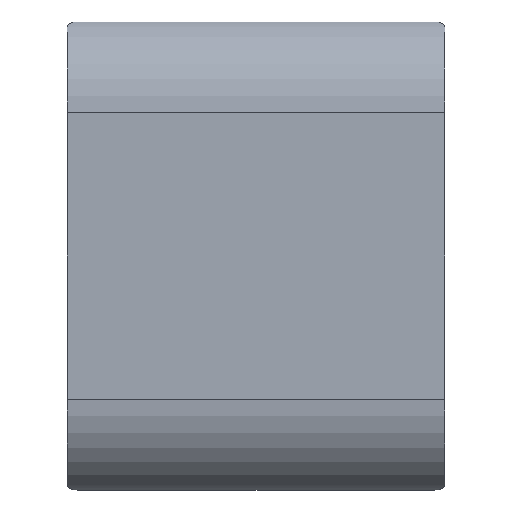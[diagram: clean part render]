
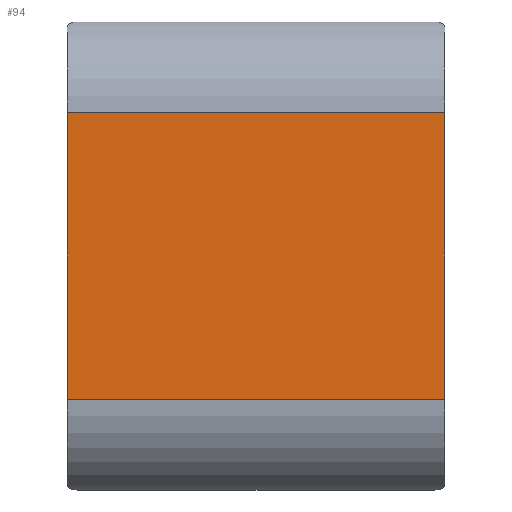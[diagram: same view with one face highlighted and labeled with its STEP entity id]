
A CAD part, front view. The second image highlights one B-rep face of the part: STEP entity #94.
In plain terms, the highlighted planar face has unit normal (0, -1, 0).
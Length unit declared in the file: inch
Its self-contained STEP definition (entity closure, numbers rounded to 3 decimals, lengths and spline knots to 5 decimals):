
#32 = CARTESIAN_POINT ( 'NONE',  ( 0.25, -0.012, 0.095 ) ) ;
#94 = ADVANCED_FACE ( 'NONE', ( #450 ), #992, .F. ) ;
#103 = CARTESIAN_POINT ( 'NONE',  ( 0.25, -0.012, -0.095 ) ) ;
#105 = DIRECTION ( 'NONE',  ( 0., 0., -1. ) ) ;
#115 = DIRECTION ( 'NONE',  ( -1., 0., 0. ) ) ;
#198 = VECTOR ( 'NONE', #105, 39.37008 ) ;
#215 = LINE ( 'NONE', #424, #219 ) ;
#219 = VECTOR ( 'NONE', #1134, 39.37008 ) ;
#220 = LINE ( 'NONE', #103, #198 ) ;
#245 = CARTESIAN_POINT ( 'NONE',  ( 0.25, -0.012, -0.095 ) ) ;
#275 = CARTESIAN_POINT ( 'NONE',  ( 0., -0.012, -0.095 ) ) ;
#338 = EDGE_CURVE ( 'NONE', #668, #645, #396, .T. ) ;
#370 = VECTOR ( 'NONE', #1120, 39.37008 ) ;
#374 = LINE ( 'NONE', #245, #370 ) ;
#392 = VECTOR ( 'NONE', #115, 39.37008 ) ;
#396 = LINE ( 'NONE', #32, #392 ) ;
#424 = CARTESIAN_POINT ( 'NONE',  ( 0., -0.012, -0.095 ) ) ;
#450 = FACE_OUTER_BOUND ( 'NONE', #732, .T. ) ;
#470 = EDGE_CURVE ( 'NONE', #681, #665, #374, .T. ) ;
#645 = VERTEX_POINT ( 'NONE', #843 ) ;
#665 = VERTEX_POINT ( 'NONE', #275 ) ;
#668 = VERTEX_POINT ( 'NONE', #846 ) ;
#681 = VERTEX_POINT ( 'NONE', #1087 ) ;
#732 = EDGE_LOOP ( 'NONE', ( #778, #800, #855, #833 ) ) ;
#778 = ORIENTED_EDGE ( 'NONE', *, *, #1148, .T. ) ;
#800 = ORIENTED_EDGE ( 'NONE', *, *, #470, .F. ) ;
#833 = ORIENTED_EDGE ( 'NONE', *, *, #338, .T. ) ;
#843 = CARTESIAN_POINT ( 'NONE',  ( 0., -0.012, 0.095 ) ) ;
#846 = CARTESIAN_POINT ( 'NONE',  ( 0.25, -0.012, 0.095 ) ) ;
#855 = ORIENTED_EDGE ( 'NONE', *, *, #1178, .F. ) ;
#992 = PLANE ( 'NONE',  #1109 ) ;
#994 = CARTESIAN_POINT ( 'NONE',  ( 0.25, -0.012, -0.095 ) ) ;
#1002 = DIRECTION ( 'NONE',  ( 0., 1., 0. ) ) ;
#1009 = DIRECTION ( 'NONE',  ( 0., 0., 1. ) ) ;
#1087 = CARTESIAN_POINT ( 'NONE',  ( 0.25, -0.012, -0.095 ) ) ;
#1109 = AXIS2_PLACEMENT_3D ( 'NONE', #994, #1002, #1009 ) ;
#1120 = DIRECTION ( 'NONE',  ( -1., 0., 0. ) ) ;
#1134 = DIRECTION ( 'NONE',  ( 0., 0., -1. ) ) ;
#1148 = EDGE_CURVE ( 'NONE', #645, #665, #215, .T. ) ;
#1178 = EDGE_CURVE ( 'NONE', #668, #681, #220, .T. ) ;
